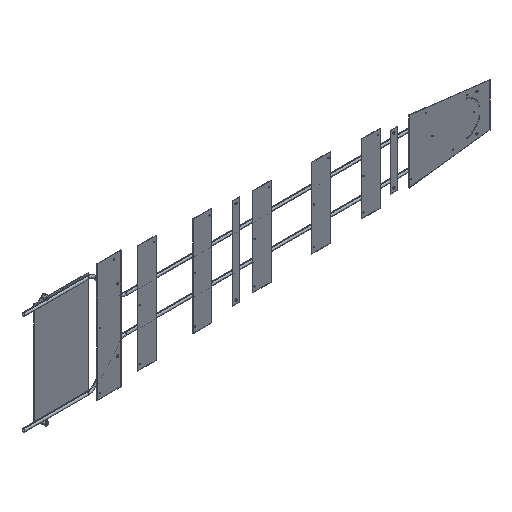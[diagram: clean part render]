
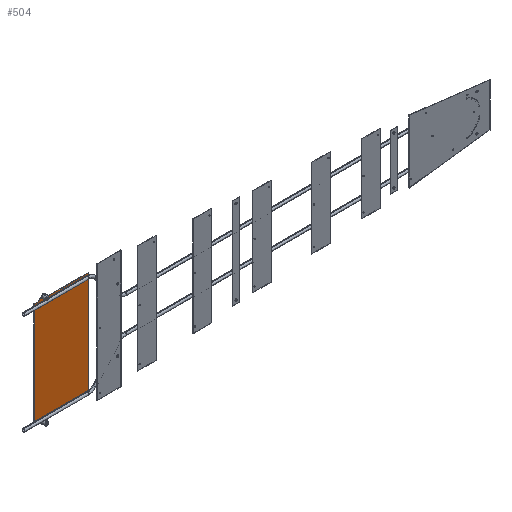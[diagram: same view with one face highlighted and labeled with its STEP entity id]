
A CAD part, isometric view. The second image highlights one B-rep face of the part: STEP entity #504.
In plain terms, the highlighted planar face has unit normal (0, -1, 0).
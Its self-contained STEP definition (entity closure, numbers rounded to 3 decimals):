
#430 = VERTEX_POINT ( 'NONE', #3339 ) ;
#464 = EDGE_CURVE ( 'NONE', #493, #465, #3423, .T. ) ;
#465 = VERTEX_POINT ( 'NONE', #3418 ) ;
#481 = EDGE_CURVE ( 'NONE', #482, #430, #3453, .T. ) ;
#482 = VERTEX_POINT ( 'NONE', #3448 ) ;
#493 = VERTEX_POINT ( 'NONE', #3489 ) ;
#501 = EDGE_CURVE ( 'NONE', #502, #585, #3488, .T. ) ;
#502 = VERTEX_POINT ( 'NONE', #3484 ) ;
#503 = ORIENTED_EDGE ( 'NONE', *, *, #561, .F. ) ;
#504 = ADVANCED_FACE ( 'NONE', ( #3483, #3482, #3481 ), #3480, .F. ) ;
#505 = EDGE_LOOP ( 'NONE', ( #506, #507 ) ) ;
#506 = ORIENTED_EDGE ( 'NONE', *, *, #481, .T. ) ;
#507 = ORIENTED_EDGE ( 'NONE', *, *, #508, .T. ) ;
#508 = EDGE_CURVE ( 'NONE', #430, #482, #3474, .T. ) ;
#509 = EDGE_LOOP ( 'NONE', ( #510, #513, #514, #517, #577, #580, #583, #586, #503, #563, #566, #569, #572 ) ) ;
#510 = ORIENTED_EDGE ( 'NONE', *, *, #511, .F. ) ;
#511 = EDGE_CURVE ( 'NONE', #530, #512, #3470, .T. ) ;
#512 = VERTEX_POINT ( 'NONE', #3466 ) ;
#513 = ORIENTED_EDGE ( 'NONE', *, *, #529, .F. ) ;
#514 = ORIENTED_EDGE ( 'NONE', *, *, #515, .F. ) ;
#515 = EDGE_CURVE ( 'NONE', #516, #527, #3465, .T. ) ;
#516 = VERTEX_POINT ( 'NONE', #3460 ) ;
#517 = ORIENTED_EDGE ( 'NONE', *, *, #575, .F. ) ;
#527 = VERTEX_POINT ( 'NONE', #3502 ) ;
#529 = EDGE_CURVE ( 'NONE', #527, #530, #3501, .T. ) ;
#530 = VERTEX_POINT ( 'NONE', #3496 ) ;
#545 = ORIENTED_EDGE ( 'NONE', *, *, #546, .F. ) ;
#546 = EDGE_CURVE ( 'NONE', #465, #493, #3534, .T. ) ;
#547 = ORIENTED_EDGE ( 'NONE', *, *, #464, .F. ) ;
#561 = EDGE_CURVE ( 'NONE', #562, #502, #3571, .T. ) ;
#562 = VERTEX_POINT ( 'NONE', #3566 ) ;
#563 = ORIENTED_EDGE ( 'NONE', *, *, #564, .F. ) ;
#564 = EDGE_CURVE ( 'NONE', #565, #562, #3565, .T. ) ;
#565 = VERTEX_POINT ( 'NONE', #3561 ) ;
#566 = ORIENTED_EDGE ( 'NONE', *, *, #567, .F. ) ;
#567 = EDGE_CURVE ( 'NONE', #568, #565, #3560, .T. ) ;
#568 = VERTEX_POINT ( 'NONE', #3618 ) ;
#569 = ORIENTED_EDGE ( 'NONE', *, *, #570, .F. ) ;
#570 = EDGE_CURVE ( 'NONE', #571, #568, #3617, .T. ) ;
#571 = VERTEX_POINT ( 'NONE', #3613 ) ;
#572 = ORIENTED_EDGE ( 'NONE', *, *, #573, .F. ) ;
#573 = EDGE_CURVE ( 'NONE', #512, #571, #3612, .T. ) ;
#574 = EDGE_LOOP ( 'NONE', ( #545, #547 ) ) ;
#575 = EDGE_CURVE ( 'NONE', #576, #516, #3608, .T. ) ;
#576 = VERTEX_POINT ( 'NONE', #3604 ) ;
#577 = ORIENTED_EDGE ( 'NONE', *, *, #578, .F. ) ;
#578 = EDGE_CURVE ( 'NONE', #579, #576, #3603, .T. ) ;
#579 = VERTEX_POINT ( 'NONE', #3599 ) ;
#580 = ORIENTED_EDGE ( 'NONE', *, *, #581, .F. ) ;
#581 = EDGE_CURVE ( 'NONE', #582, #579, #3598, .T. ) ;
#582 = VERTEX_POINT ( 'NONE', #3594 ) ;
#583 = ORIENTED_EDGE ( 'NONE', *, *, #584, .F. ) ;
#584 = EDGE_CURVE ( 'NONE', #585, #582, #3592, .T. ) ;
#585 = VERTEX_POINT ( 'NONE', #3651 ) ;
#586 = ORIENTED_EDGE ( 'NONE', *, *, #501, .F. ) ;
#3339 = CARTESIAN_POINT ( 'NONE',  ( 6.217, 9., -153. ) ) ;
#3418 = CARTESIAN_POINT ( 'NONE',  ( 6.217, 9., 153. ) ) ;
#3419 = DIRECTION ( 'NONE',  ( 0., 0., 1. ) ) ;
#3420 = DIRECTION ( 'NONE',  ( 0., -1., 0. ) ) ;
#3421 = CARTESIAN_POINT ( 'NONE',  ( 6.217, 9., 148. ) ) ;
#3422 = AXIS2_PLACEMENT_3D ( 'NONE', #3421, #3420, #3419 ) ;
#3423 = CIRCLE ( 'NONE', #3422, 5. ) ;
#3448 = CARTESIAN_POINT ( 'NONE',  ( 6.217, 9., -143. ) ) ;
#3449 = DIRECTION ( 'NONE',  ( 0., 0., 1. ) ) ;
#3450 = DIRECTION ( 'NONE',  ( 0., 1., 0. ) ) ;
#3451 = CARTESIAN_POINT ( 'NONE',  ( 6.217, 9., -148. ) ) ;
#3452 = AXIS2_PLACEMENT_3D ( 'NONE', #3451, #3450, #3449 ) ;
#3453 = CIRCLE ( 'NONE', #3452, 5. ) ;
#3460 = CARTESIAN_POINT ( 'NONE',  ( 10.46, 9., -152.243 ) ) ;
#3461 = DIRECTION ( 'NONE',  ( 0., 0., 1. ) ) ;
#3462 = DIRECTION ( 'NONE',  ( 0., 1., 0. ) ) ;
#3463 = CARTESIAN_POINT ( 'NONE',  ( 6.217, 9., -148. ) ) ;
#3464 = AXIS2_PLACEMENT_3D ( 'NONE', #3463, #3462, #3461 ) ;
#3465 = CIRCLE ( 'NONE', #3464, 6. ) ;
#3466 = CARTESIAN_POINT ( 'NONE',  ( -7.768, 9., -142.5 ) ) ;
#3467 = DIRECTION ( 'NONE',  ( -0.707, 0., 0.707 ) ) ;
#3468 = VECTOR ( 'NONE', #3467, 1000. ) ;
#3469 = CARTESIAN_POINT ( 'NONE',  ( 1.974, 9., -152.243 ) ) ;
#3470 = LINE ( 'NONE', #3469, #3468 ) ;
#3471 = DIRECTION ( 'NONE',  ( 0., 0., 1. ) ) ;
#3472 = DIRECTION ( 'NONE',  ( 0., 1., 0. ) ) ;
#3473 = AXIS2_PLACEMENT_3D ( 'NONE', #3479, #3472, #3471 ) ;
#3474 = CIRCLE ( 'NONE', #3473, 5. ) ;
#3475 = DIRECTION ( 'NONE',  ( 0., 0., 1. ) ) ;
#3476 = DIRECTION ( 'NONE',  ( 0., 1., 0. ) ) ;
#3477 = CARTESIAN_POINT ( 'NONE',  ( -40.81, 9., 175.698 ) ) ;
#3478 = AXIS2_PLACEMENT_3D ( 'NONE', #3477, #3476, #3475 ) ;
#3479 = CARTESIAN_POINT ( 'NONE',  ( 6.217, 9., -148. ) ) ;
#3480 = PLANE ( 'NONE',  #3478 ) ;
#3481 = FACE_BOUND ( 'NONE', #574, .T. ) ;
#3482 = FACE_OUTER_BOUND ( 'NONE', #509, .T. ) ;
#3483 = FACE_BOUND ( 'NONE', #505, .T. ) ;
#3484 = CARTESIAN_POINT ( 'NONE',  ( 10.46, 9., 152.243 ) ) ;
#3485 = DIRECTION ( 'NONE',  ( 0.707, 0., -0.707 ) ) ;
#3486 = VECTOR ( 'NONE', #3485, 1000. ) ;
#3487 = CARTESIAN_POINT ( 'NONE',  ( 10.46, 9., 152.243 ) ) ;
#3488 = LINE ( 'NONE', #3487, #3486 ) ;
#3489 = CARTESIAN_POINT ( 'NONE',  ( 6.217, 9., 143. ) ) ;
#3496 = CARTESIAN_POINT ( 'NONE',  ( 1.974, 9., -152.243 ) ) ;
#3497 = DIRECTION ( 'NONE',  ( 0., 0., 1. ) ) ;
#3498 = DIRECTION ( 'NONE',  ( 0., 1., 0. ) ) ;
#3499 = CARTESIAN_POINT ( 'NONE',  ( 6.217, 9., -148. ) ) ;
#3500 = AXIS2_PLACEMENT_3D ( 'NONE', #3499, #3498, #3497 ) ;
#3501 = CIRCLE ( 'NONE', #3500, 6. ) ;
#3502 = CARTESIAN_POINT ( 'NONE',  ( 6.217, 9., -154. ) ) ;
#3530 = DIRECTION ( 'NONE',  ( 0., 0., 1. ) ) ;
#3531 = DIRECTION ( 'NONE',  ( 0., -1., 0. ) ) ;
#3532 = CARTESIAN_POINT ( 'NONE',  ( 6.217, 9., 148. ) ) ;
#3533 = AXIS2_PLACEMENT_3D ( 'NONE', #3532, #3531, #3530 ) ;
#3534 = CIRCLE ( 'NONE', #3533, 5. ) ;
#3558 = VECTOR ( 'NONE', #3619, 1000. ) ;
#3559 = CARTESIAN_POINT ( 'NONE',  ( -7.768, 9., 142.5 ) ) ;
#3560 = LINE ( 'NONE', #3559, #3558 ) ;
#3561 = CARTESIAN_POINT ( 'NONE',  ( -7.768, 9., 142.5 ) ) ;
#3562 = DIRECTION ( 'NONE',  ( 0.707, 0., 0.707 ) ) ;
#3563 = VECTOR ( 'NONE', #3562, 1000. ) ;
#3564 = CARTESIAN_POINT ( 'NONE',  ( 1.974, 9., 152.243 ) ) ;
#3565 = LINE ( 'NONE', #3564, #3563 ) ;
#3566 = CARTESIAN_POINT ( 'NONE',  ( 1.974, 9., 152.243 ) ) ;
#3567 = DIRECTION ( 'NONE',  ( 0., 0., 1. ) ) ;
#3568 = DIRECTION ( 'NONE',  ( 0., 1., 0. ) ) ;
#3569 = CARTESIAN_POINT ( 'NONE',  ( 6.217, 9., 148. ) ) ;
#3570 = AXIS2_PLACEMENT_3D ( 'NONE', #3569, #3568, #3567 ) ;
#3571 = CIRCLE ( 'NONE', #3570, 6. ) ;
#3589 = DIRECTION ( 'NONE',  ( 1., 0., 0. ) ) ;
#3590 = VECTOR ( 'NONE', #3589, 1000. ) ;
#3591 = CARTESIAN_POINT ( 'NONE',  ( 128.178, 9., 142.5 ) ) ;
#3592 = LINE ( 'NONE', #3591, #3590 ) ;
#3594 = CARTESIAN_POINT ( 'NONE',  ( 128.178, 9., 142.5 ) ) ;
#3595 = DIRECTION ( 'NONE',  ( 0., 0., -1. ) ) ;
#3596 = VECTOR ( 'NONE', #3595, 1000. ) ;
#3597 = CARTESIAN_POINT ( 'NONE',  ( 128.178, 9., -142.5 ) ) ;
#3598 = LINE ( 'NONE', #3597, #3596 ) ;
#3599 = CARTESIAN_POINT ( 'NONE',  ( 128.178, 9., -142.5 ) ) ;
#3600 = DIRECTION ( 'NONE',  ( -1., 0., 0. ) ) ;
#3601 = VECTOR ( 'NONE', #3600, 1000. ) ;
#3602 = CARTESIAN_POINT ( 'NONE',  ( 128.178, 9., -142.5 ) ) ;
#3603 = LINE ( 'NONE', #3602, #3601 ) ;
#3604 = CARTESIAN_POINT ( 'NONE',  ( 20.202, 9., -142.5 ) ) ;
#3605 = DIRECTION ( 'NONE',  ( -0.707, 0., -0.707 ) ) ;
#3606 = VECTOR ( 'NONE', #3605, 1000. ) ;
#3607 = CARTESIAN_POINT ( 'NONE',  ( 10.46, 9., -152.243 ) ) ;
#3608 = LINE ( 'NONE', #3607, #3606 ) ;
#3609 = DIRECTION ( 'NONE',  ( -1., 0., 0. ) ) ;
#3610 = VECTOR ( 'NONE', #3609, 1000. ) ;
#3611 = CARTESIAN_POINT ( 'NONE',  ( -7.768, 9., -142.5 ) ) ;
#3612 = LINE ( 'NONE', #3611, #3610 ) ;
#3613 = CARTESIAN_POINT ( 'NONE',  ( -19.382, 9., -142.5 ) ) ;
#3614 = DIRECTION ( 'NONE',  ( 0., 0., 1. ) ) ;
#3615 = VECTOR ( 'NONE', #3614, 1000. ) ;
#3616 = CARTESIAN_POINT ( 'NONE',  ( -19.382, 9., -142.5 ) ) ;
#3617 = LINE ( 'NONE', #3616, #3615 ) ;
#3618 = CARTESIAN_POINT ( 'NONE',  ( -19.382, 9., 142.5 ) ) ;
#3619 = DIRECTION ( 'NONE',  ( 1., 0., 0. ) ) ;
#3651 = CARTESIAN_POINT ( 'NONE',  ( 20.202, 9., 142.5 ) ) ;
